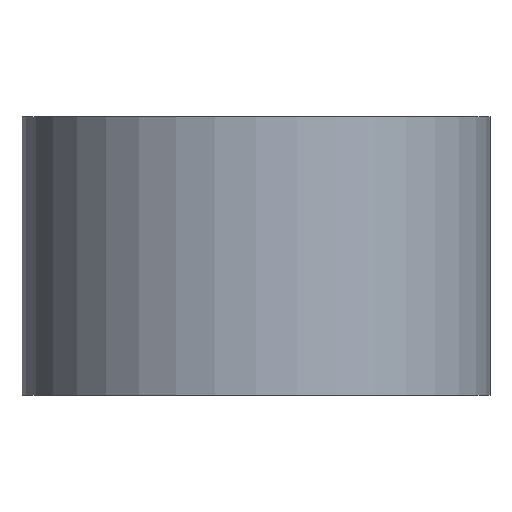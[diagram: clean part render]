
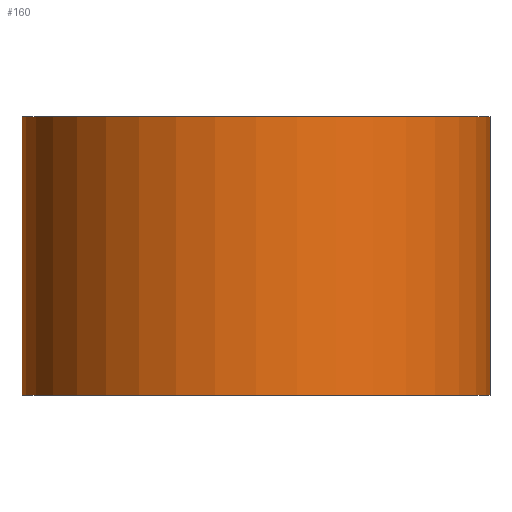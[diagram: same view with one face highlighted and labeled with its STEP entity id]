
A CAD part, front view. The second image highlights one B-rep face of the part: STEP entity #160.
In plain terms, the highlighted cylindrical face has radius 9.398 mm (diameter 18.796 mm), a full revolution.
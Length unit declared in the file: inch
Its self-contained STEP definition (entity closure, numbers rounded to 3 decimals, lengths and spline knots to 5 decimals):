
#8 = FACE_OUTER_BOUND ( 'NONE', #154, .T. ) ;
#43 = DIRECTION ( 'NONE',  ( 1., 0., 0. ) ) ;
#61 = EDGE_CURVE ( 'NONE', #167, #167, #327, .T. ) ;
#102 = AXIS2_PLACEMENT_3D ( 'NONE', #132, #296, #459 ) ;
#112 = ORIENTED_EDGE ( 'NONE', *, *, #61, .F. ) ;
#128 = CARTESIAN_POINT ( 'NONE',  ( 0.37, 0., 0. ) ) ;
#129 = DIRECTION ( 'NONE',  ( -1., 0., 0. ) ) ;
#132 = CARTESIAN_POINT ( 'NONE',  ( 0., 0., 0.44 ) ) ;
#154 = EDGE_LOOP ( 'NONE', ( #279 ) ) ;
#160 = ADVANCED_FACE ( 'NONE', ( #369, #8 ), #168, .T. ) ;
#167 = VERTEX_POINT ( 'NONE', #328 ) ;
#168 = CYLINDRICAL_SURFACE ( 'NONE', #516, 0.37 ) ;
#240 = CARTESIAN_POINT ( 'NONE',  ( 0., 0., 0. ) ) ;
#279 = ORIENTED_EDGE ( 'NONE', *, *, #467, .T. ) ;
#296 = DIRECTION ( 'NONE',  ( 0., 0., 1. ) ) ;
#327 = CIRCLE ( 'NONE', #102, 0.37 ) ;
#328 = CARTESIAN_POINT ( 'NONE',  ( 0.37, 0., 0.44 ) ) ;
#329 = CARTESIAN_POINT ( 'NONE',  ( 0., 0., 0.44 ) ) ;
#364 = CIRCLE ( 'NONE', #433, 0.37 ) ;
#369 = FACE_OUTER_BOUND ( 'NONE', #391, .T. ) ;
#391 = EDGE_LOOP ( 'NONE', ( #112 ) ) ;
#407 = DIRECTION ( 'NONE',  ( 0., 0., 1. ) ) ;
#433 = AXIS2_PLACEMENT_3D ( 'NONE', #240, #407, #43 ) ;
#459 = DIRECTION ( 'NONE',  ( 1., 0., 0. ) ) ;
#467 = EDGE_CURVE ( 'NONE', #489, #489, #364, .T. ) ;
#489 = VERTEX_POINT ( 'NONE', #128 ) ;
#490 = DIRECTION ( 'NONE',  ( 0., 0., -1. ) ) ;
#516 = AXIS2_PLACEMENT_3D ( 'NONE', #329, #490, #129 ) ;
